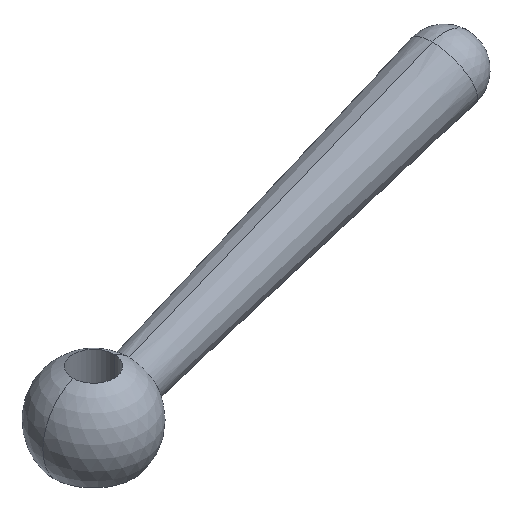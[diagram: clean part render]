
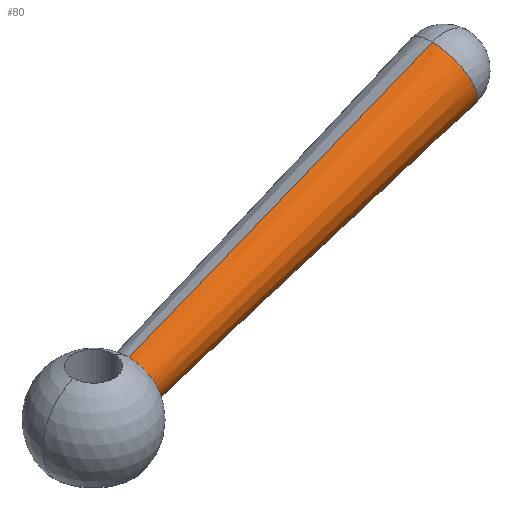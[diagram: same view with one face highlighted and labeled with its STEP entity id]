
A CAD part, isometric view. The second image highlights one B-rep face of the part: STEP entity #80.
In plain terms, the highlighted conical face has half-angle 1.775 degrees and reference radius 6.748 mm.
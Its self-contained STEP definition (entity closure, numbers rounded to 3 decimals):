
#80=ADVANCED_FACE('',(#193),#194,.T.);
#90=VERTEX_POINT('',#205);
#96=EDGE_CURVE('',#152,#126,#212,.T.);
#102=EDGE_CURVE('',#126,#122,#218,.T.);
#120=EDGE_CURVE('',#90,#152,#238,.T.);
#122=VERTEX_POINT('',#240);
#126=VERTEX_POINT('',#244);
#152=VERTEX_POINT('',#275);
#158=EDGE_CURVE('',#122,#90,#281,.T.);
#193=FACE_OUTER_BOUND('',#309,.T.);
#194=CONICAL_SURFACE('',#310,6.748,0.031);
#205=CARTESIAN_POINT('',(8.667,0.,16.507));
#212=CIRCLE('',#333,7.996);
#218=LINE('',#340,#341);
#238=LINE('',#368,#369);
#240=CARTESIAN_POINT('',(12.429,0.,6.171));
#244=CARTESIAN_POINT('',(88.954,0.,31.367));
#275=CARTESIAN_POINT('',(83.484,0.,46.395));
#281=CIRCLE('',#420,5.5);
#309=EDGE_LOOP('',(#448,#449,#450,#451));
#310=AXIS2_PLACEMENT_3D('',#452,#453,#454);
#333=AXIS2_PLACEMENT_3D('',#480,#481,#482);
#340=CARTESIAN_POINT('',(50.691,0.,18.769));
#341=VECTOR('',#487,1.0);
#368=CARTESIAN_POINT('',(46.075,0.,31.451));
#369=VECTOR('',#516,1.0);
#420=AXIS2_PLACEMENT_3D('',#565,#566,#567);
#448=ORIENTED_EDGE('',*,*,#120,.F.);
#449=ORIENTED_EDGE('',*,*,#158,.F.);
#450=ORIENTED_EDGE('',*,*,#102,.F.);
#451=ORIENTED_EDGE('',*,*,#96,.F.);
#452=CARTESIAN_POINT('',(48.383,0.,25.11));
#453=DIRECTION('',(0.94,0.,0.342));
#454=DIRECTION('',(-0.342,0.,0.94));
#480=CARTESIAN_POINT('',(86.219,0.,38.881));
#481=DIRECTION('',(0.94,0.,0.342));
#482=DIRECTION('',(-0.342,0.,0.94));
#487=DIRECTION('',(-0.95,0.,-0.313));
#516=DIRECTION('',(0.929,0.,0.371));
#565=CARTESIAN_POINT('',(10.548,0.,11.339));
#566=DIRECTION('',(-0.94,0.,-0.342));
#567=DIRECTION('',(0.342,0.0,-0.94));
